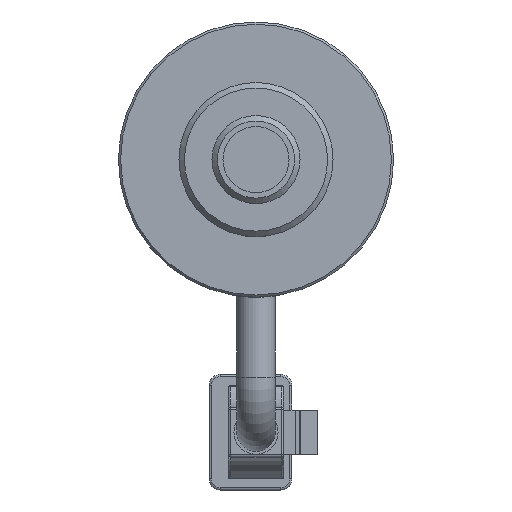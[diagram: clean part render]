
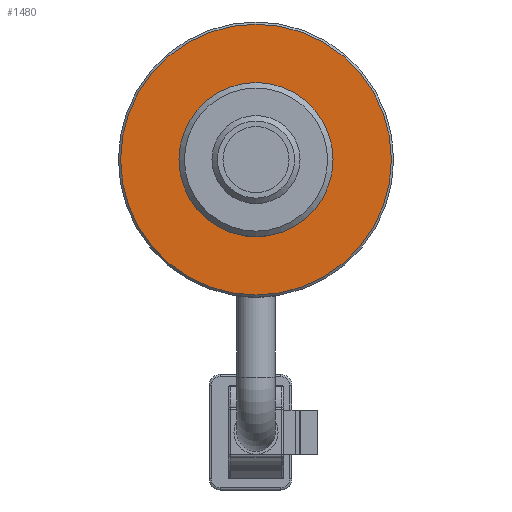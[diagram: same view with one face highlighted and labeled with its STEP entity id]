
A CAD part, left-side view. The second image highlights one B-rep face of the part: STEP entity #1480.
In plain terms, the highlighted planar face has unit normal (-1, 0, 0).
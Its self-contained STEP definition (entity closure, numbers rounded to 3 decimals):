
#114 = CIRCLE ( 'NONE', #207, 7. ) ;
#139 = VERTEX_POINT ( 'NONE', #2816 ) ;
#207 = AXIS2_PLACEMENT_3D ( 'NONE', #782, #5007, #2111 ) ;
#528 = EDGE_LOOP ( 'NONE', ( #2860 ) ) ;
#782 = CARTESIAN_POINT ( 'NONE',  ( -40., 59.296, 0. ) ) ;
#925 = FACE_OUTER_BOUND ( 'NONE', #4953, .T. ) ;
#1062 = DIRECTION ( 'NONE',  ( 0., 0., 1. ) ) ;
#1396 = PLANE ( 'NONE',  #2810 ) ;
#1480 = ADVANCED_FACE ( 'NONE', ( #925, #2628 ), #1396, .T. ) ;
#1799 = DIRECTION ( 'NONE',  ( -1., 0., 0. ) ) ;
#2111 = DIRECTION ( 'NONE',  ( 0., 0., 1. ) ) ;
#2129 = VERTEX_POINT ( 'NONE', #4052 ) ;
#2386 = EDGE_CURVE ( 'NONE', #2129, #2129, #4516, .T. ) ;
#2628 = FACE_BOUND ( 'NONE', #528, .T. ) ;
#2810 = AXIS2_PLACEMENT_3D ( 'NONE', #3457, #1799, #4244 ) ;
#2816 = CARTESIAN_POINT ( 'NONE',  ( -40., 59.296, 7. ) ) ;
#2860 = ORIENTED_EDGE ( 'NONE', *, *, #3165, .F. ) ;
#3165 = EDGE_CURVE ( 'NONE', #139, #139, #114, .T. ) ;
#3457 = CARTESIAN_POINT ( 'NONE',  ( -40., 52.296, 0. ) ) ;
#3660 = DIRECTION ( 'NONE',  ( -1., 0., 0. ) ) ;
#3813 = AXIS2_PLACEMENT_3D ( 'NONE', #4403, #3660, #1062 ) ;
#4052 = CARTESIAN_POINT ( 'NONE',  ( -40., 59.296, 12.3 ) ) ;
#4244 = DIRECTION ( 'NONE',  ( 0., 0., 1. ) ) ;
#4403 = CARTESIAN_POINT ( 'NONE',  ( -40., 59.296, 0. ) ) ;
#4516 = CIRCLE ( 'NONE', #3813, 12.3 ) ;
#4878 = ORIENTED_EDGE ( 'NONE', *, *, #2386, .T. ) ;
#4953 = EDGE_LOOP ( 'NONE', ( #4878 ) ) ;
#5007 = DIRECTION ( 'NONE',  ( -1., 0., 0. ) ) ;
